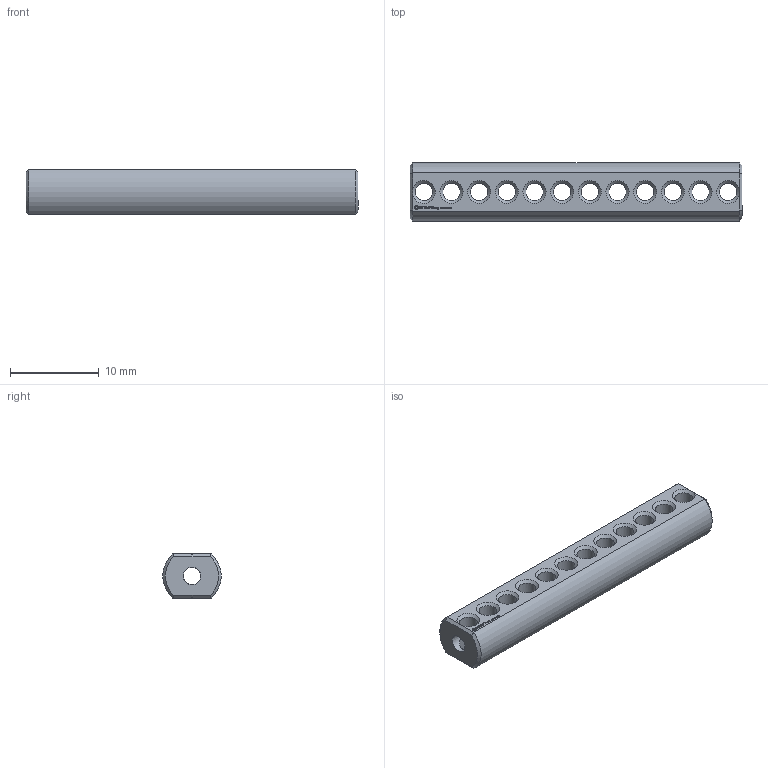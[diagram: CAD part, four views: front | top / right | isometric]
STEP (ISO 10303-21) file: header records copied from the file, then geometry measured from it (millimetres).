
FILE_DESCRIPTION(('FreeCAD Model'),'2;1');
FILE_NAME('Open CASCADE Shape Model','2024-06-18T00:36:14',(''),(''), 'Open CASCADE STEP processor 7.6','FreeCAD','Unknown');
FILE_SCHEMA(('AUTOMOTIVE_DESIGN { 1 0 10303 214 1 1 1 1 }'));
Length unit declared in the file: millimetre
Products named in the file (1): Shaft IDX BU03.00 - SPN-SFT-0132 (stemfie.org)
Bounding box: 37.5 x 6.6 x 5 mm (x, y, z)
Volume: 854.4 mm3; surface area: 1116.5 mm2
Topology: 1 solids, 1 shells, 544 faces, 1567 edges, 1026 vertices
Faces by surface type: plane 319, extrusion 158, cylinder 39, cone 28
Full cylindrical faces by diameter (mm): 2 x37
Entity records: 17991 total; most frequent: CARTESIAN_POINT 4086, ORIENTED_EDGE 3134, DIRECTION 2353, EDGE_CURVE 1567, VECTOR 1239, LINE 1081, VERTEX_POINT 1026, FACE_BOUND 595
